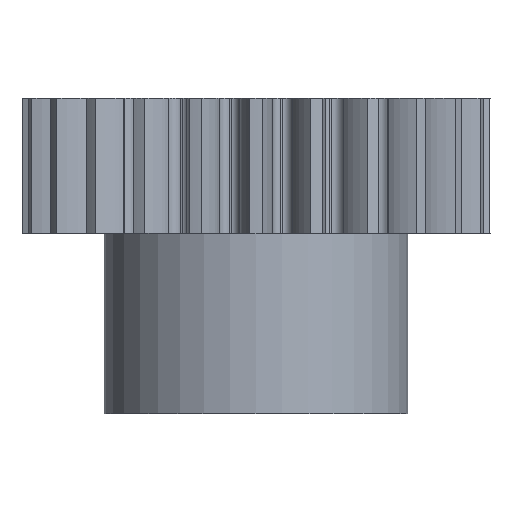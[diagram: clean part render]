
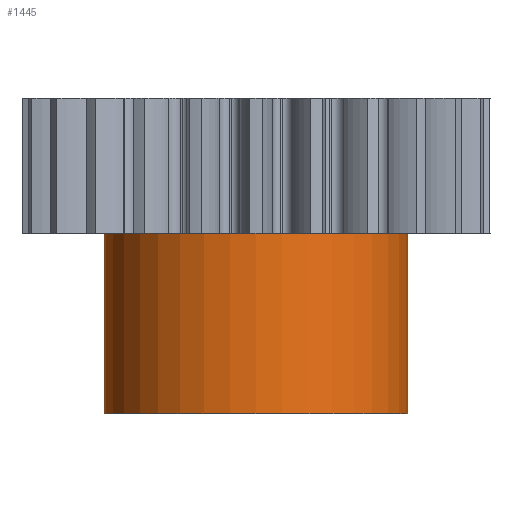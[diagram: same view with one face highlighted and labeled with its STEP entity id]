
A CAD part, front view. The second image highlights one B-rep face of the part: STEP entity #1445.
In plain terms, the highlighted cylindrical face has radius 6.75 mm (diameter 13.5 mm), a partial arc.
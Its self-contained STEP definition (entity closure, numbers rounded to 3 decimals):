
#1445 = ADVANCED_FACE ( 'NONE', ( #6337 ), #13334, .T. ) ;
#1836 = CARTESIAN_POINT ( 'NONE',  ( -6.75, 0., -8. ) ) ;
#2133 = CARTESIAN_POINT ( 'NONE',  ( 6.75, 0., 0. ) ) ;
#2356 = CARTESIAN_POINT ( 'NONE',  ( 0., 0., -8. ) ) ;
#2514 = DIRECTION ( 'NONE',  ( 0., 0., 1. ) ) ;
#2719 = ORIENTED_EDGE ( 'NONE', *, *, #6611, .T. ) ;
#3908 = VERTEX_POINT ( 'NONE', #17196 ) ;
#4178 = AXIS2_PLACEMENT_3D ( 'NONE', #12538, #9460, #8146 ) ;
#6337 = FACE_OUTER_BOUND ( 'NONE', #18799, .T. ) ;
#6611 = EDGE_CURVE ( 'NONE', #10135, #18828, #11634, .T. ) ;
#6853 = ORIENTED_EDGE ( 'NONE', *, *, #17857, .F. ) ;
#7438 = CARTESIAN_POINT ( 'NONE',  ( -6.75, 0., -8. ) ) ;
#7445 = ORIENTED_EDGE ( 'NONE', *, *, #11136, .T. ) ;
#7728 = DIRECTION ( 'NONE',  ( 0., 0., 1. ) ) ;
#8000 = VECTOR ( 'NONE', #2514, 1000. ) ;
#8040 = DIRECTION ( 'NONE',  ( 0., 0., -1. ) ) ;
#8146 = DIRECTION ( 'NONE',  ( 1., 0., 0. ) ) ;
#8542 = DIRECTION ( 'NONE',  ( -1., 0., 0. ) ) ;
#9460 = DIRECTION ( 'NONE',  ( 0., 0., 1. ) ) ;
#9676 = AXIS2_PLACEMENT_3D ( 'NONE', #2356, #15976, #8542 ) ;
#10078 = LINE ( 'NONE', #7438, #8000 ) ;
#10135 = VERTEX_POINT ( 'NONE', #2133 ) ;
#10500 = CIRCLE ( 'NONE', #9676, 6.75 ) ;
#10866 = CARTESIAN_POINT ( 'NONE',  ( 6.75, 0., -8. ) ) ;
#11136 = EDGE_CURVE ( 'NONE', #3908, #10135, #12053, .T. ) ;
#11634 = CIRCLE ( 'NONE', #12720, 6.75 ) ;
#12053 = LINE ( 'NONE', #10866, #18164 ) ;
#12538 = CARTESIAN_POINT ( 'NONE',  ( 0., 0., -8. ) ) ;
#12558 = CARTESIAN_POINT ( 'NONE',  ( 0., 0., 0. ) ) ;
#12603 = VERTEX_POINT ( 'NONE', #1836 ) ;
#12720 = AXIS2_PLACEMENT_3D ( 'NONE', #12558, #8040, #15608 ) ;
#13334 = CYLINDRICAL_SURFACE ( 'NONE', #4178, 6.75 ) ;
#13986 = EDGE_CURVE ( 'NONE', #12603, #18828, #10078, .T. ) ;
#15079 = ORIENTED_EDGE ( 'NONE', *, *, #13986, .F. ) ;
#15608 = DIRECTION ( 'NONE',  ( -1., 0., 0. ) ) ;
#15976 = DIRECTION ( 'NONE',  ( 0., 0., -1. ) ) ;
#17196 = CARTESIAN_POINT ( 'NONE',  ( 6.75, 0., -8. ) ) ;
#17857 = EDGE_CURVE ( 'NONE', #3908, #12603, #10500, .T. ) ;
#18164 = VECTOR ( 'NONE', #7728, 1000. ) ;
#18246 = CARTESIAN_POINT ( 'NONE',  ( -6.75, 0., 0. ) ) ;
#18799 = EDGE_LOOP ( 'NONE', ( #15079, #6853, #7445, #2719 ) ) ;
#18828 = VERTEX_POINT ( 'NONE', #18246 ) ;
